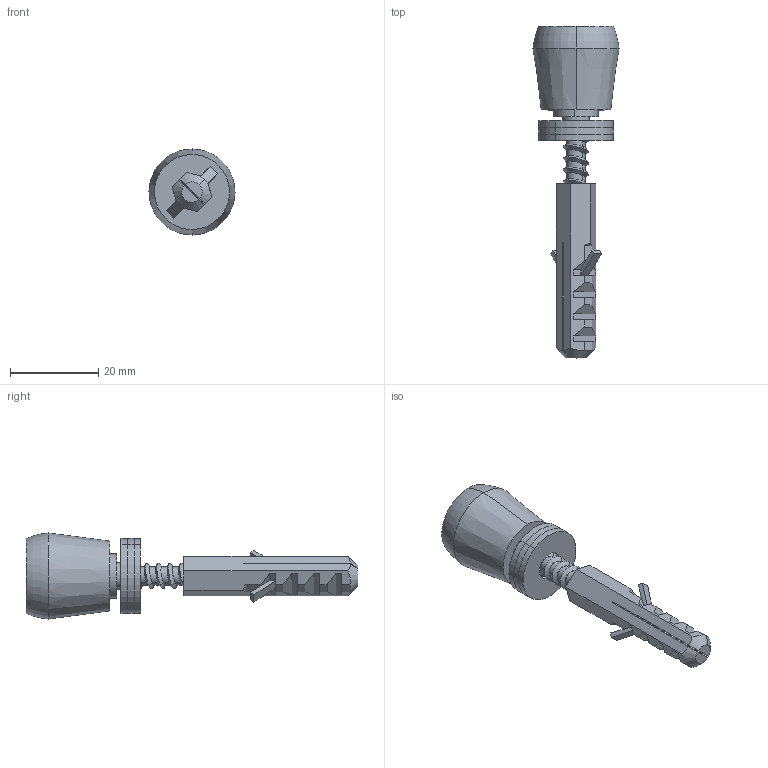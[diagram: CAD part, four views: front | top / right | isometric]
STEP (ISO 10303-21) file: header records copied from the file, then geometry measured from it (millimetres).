
FILE_DESCRIPTION (( 'STEP AP214' ), '1' );
FILE_NAME ('1.33.N58.STEP', '2019-03-15T07:40:41', ( '' ), ( '' ), 'SwSTEP 2.0', 'SolidWorks 2018', '' );
FILE_SCHEMA (( 'AUTOMOTIVE_DESIGN' ));
Length unit declared in the file: millimetre
Products named in the file (6): a.dagres_OUPA D8; 2.x6.306.17p; 1.33.N58; din97_6x60_al; 1.856; 2.33.N58.49R
Assembly tree (7 placements, depth 2):
  1.33.N58
    1.856
    2.33.N58.49R
    2.x6.306.17p  x3
    din97_6x60_al
    a.dagres_OUPA D8
Bounding box: 19.5 x 75.17 x 19.5 mm (x, y, z)
Volume: 7683 mm3; surface area: 7719.3 mm2
Topology: 7 solids, 7 shells, 217 faces, 567 edges, 363 vertices
Faces by surface type: plane 103, cone 65, cylinder 47, torus 2
Entity records: 7388 total; most frequent: CARTESIAN_POINT 2180, ORIENTED_EDGE 1082, DIRECTION 1007, EDGE_CURVE 541, AXIS2_PLACEMENT_3D 370, VERTEX_POINT 347, VECTOR 267, LINE 267
